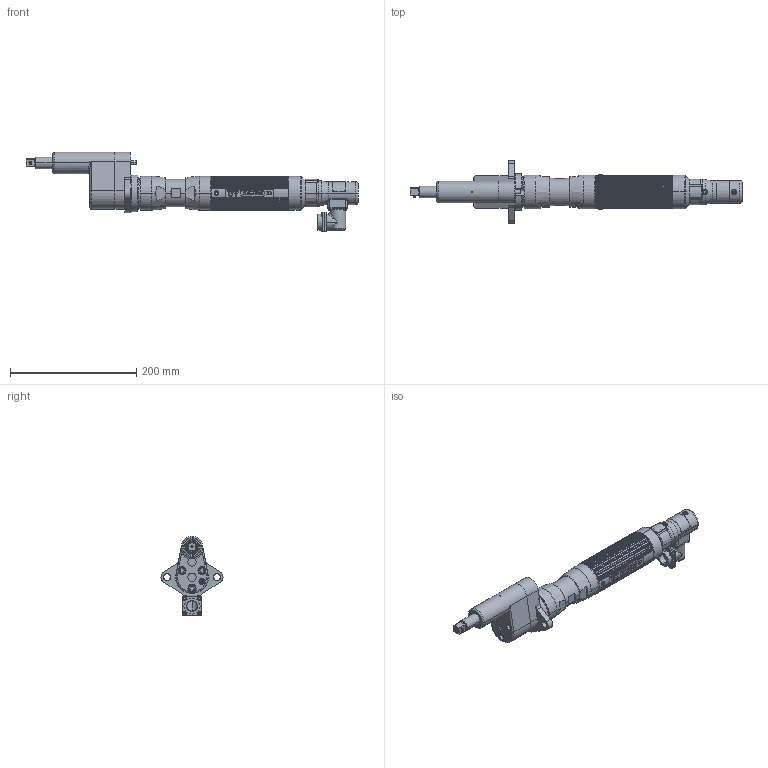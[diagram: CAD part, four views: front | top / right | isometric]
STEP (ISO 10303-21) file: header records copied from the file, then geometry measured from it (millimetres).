
FILE_DESCRIPTION((''),'2;1');
FILE_NAME('EB44MD1F1-70','2012-04-24T',('EJF1116'),(''),'PRO/ENGINEER BY PARAMETRIC TECHNOLOGY CORPORATION, 2010430','PRO/ENGINEER BY PARAMETRIC TECHNOLOGY CORPORATION, 2010430','');
FILE_SCHEMA(('CONFIG_CONTROL_DESIGN'));
Length unit declared in the file: inch
Products named in the file (1): EB44MD1F1-70
Bounding box: 526.27 x 98.42 x 126.26 mm (x, y, z)
Surface area: 162563.9 mm2 (no closed solid volume)
Topology: 0 solids, 123 shells, 559 faces, 3267 edges, 2688 vertices
Faces by surface type: cylinder 247, plane 155, torus 55, cone 49, bspline 49, extrusion 2, sphere 2
Entity records: 44707 total; most frequent: CARTESIAN_POINT 21232, DIRECTION 4516, ORIENTED_EDGE 4146, EDGE_CURVE 3265, VERTEX_POINT 2688, VECTOR 1540, LINE 1538, AXIS2_PLACEMENT_3D 1488
